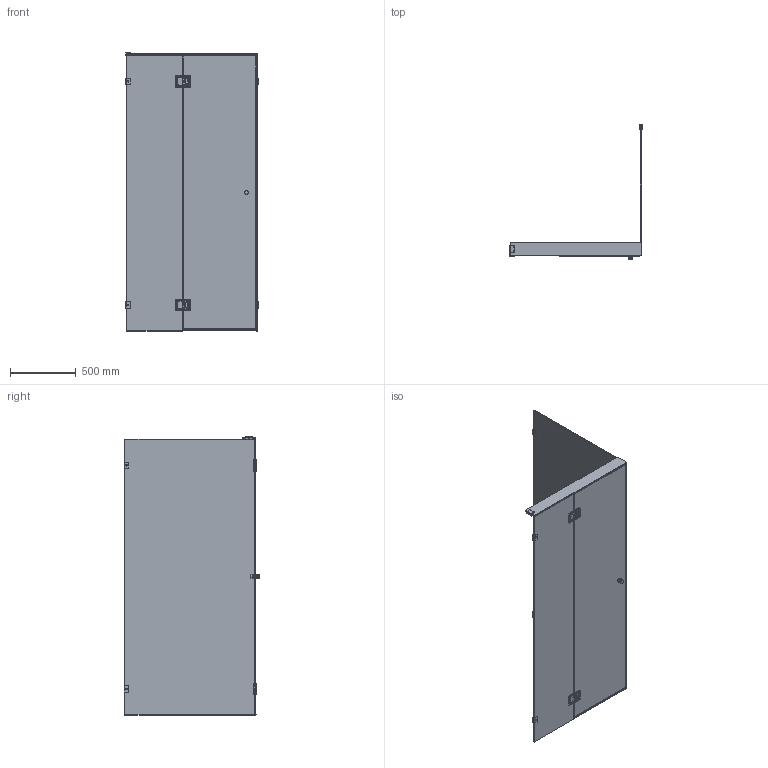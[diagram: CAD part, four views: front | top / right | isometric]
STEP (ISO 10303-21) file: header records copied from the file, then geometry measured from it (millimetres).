
FILE_DESCRIPTION(/* description */ (''),/* implementation_level */ '2;1');
FILE_NAME(/* name */ 'STEP - H31RE01 1000x1000 clip_1710023',/* time_stamp */ '2024-08-13T17:07:31+10:00',/* author */ (''),/* organization */ (''),/* preprocessor_version */ 'ST-DEVELOPER v16.5',/* originating_system */ 'Rhino 7.23',/* authorisation */ '');
FILE_SCHEMA (('AUTOMOTIVE_DESIGN'));
Products named in the file (41): Document; H31RE01ǽ�в�g-�� 1000
x1000x2100; 77; s1900A-�ɺ�55; ���װ�θ�-�ɺ�1
9; s1900A-�ɺ�73; ǽ��-1-�ɺ�15; hex lobular socket ctsk screws gb_GB_MC_SCREW_TYPE12 M6X14-10.7-N67; ǽ��-2-�ɺ�31; H31�̲�39; ���7980; H31���33; �78; H31�1213; LS06549; 05F0FFFDFFFDFFFD58E8
\X0\R4�ǣ�74; ͨ�õ����ת�ὺ��4
7; ͨ��S5XXϵ�н�Ƭ45; H700���69; H700����_257; H510����71; ��õ������A14; ���-C��ǳ�ͷM5�ݶ�_
ISO 4762 M5 x 25 --- 25N29; H700����2; ���GA.700��Ʒ35; H520�̶����17; H710�̶���65; M6 x 12-12N_ISO 10642 - M6 x 12 --- 12N25; ISO 4027 - M5 x 10_ISO 4027 - M5 x 10-N21; ��õ�����123; ��õ����ȦA-28; M6 x 16����ǳ�ͷ�ݶ�_ISO 10642 - M
6 x 16 --- 16C10; ͨ�õ�ɵ���ת��6; 302A-1043; �g-��81; FFFDFFFD
\X0\-U7576; FFFD
\X0\g-��-U27; hex socket set screws with flat point gb_GB_FASTENER_SCREWS_HSFP M8X6
-N51; FFFD
\X0\g-��-U53; FFFDFFFD
\X0\-U37 ...
Assembly tree (62 placements, depth 5):
  Document
    H31RE01ǽ�в�g-�� 1000
x1000x2100
  77  x2
  s1900A-�ɺ�55
        ���װ�θ�-�ɺ�1
9
  s1900A-�ɺ�73
        ǽ��-1-�ɺ�15
        hex lobular socket ctsk screws gb_GB_MC_SCREW_TYPE12 M6X14-10.7-N67
        ǽ��-2-�ɺ�31
      H31�̲�39
      ���7980
        H31���33
  77  x2
  s1900A-�ɺ�55
          ���װ�θ�-�ɺ�1
9
  s1900A-�ɺ�73
          ǽ��-1-�ɺ�15
          hex lobular socket ctsk screws gb_GB_MC_SCREW_TYPE12 M6X14-10.7-N67
          ǽ��-2-�ɺ�31
      �78
        H31�1213
        LS06549
  05F0FFFDFFFDFFFD58E8
\X0\R4�ǣ�74  x2
          ͨ�õ����ת�ὺ��4
7
          ͨ��S5XXϵ�н�Ƭ45
          H700���69
          H700����_257
          H510����71
          ��õ������A14
          ���-C��ǳ�ͷM5�ݶ�_
ISO 4762 M5 x 25 --- 25N29
          H700����2
          ���GA.700��Ʒ35
          H520�̶����17
          H710�̶���65
          ���װ�θ�-�ɺ�1
9
          M6 x 12-12N_ISO 10642 - M6 x 12 --- 12N25
          ISO 4027 - M5 x 10_ISO 4027 - M5 x 10-N21
          ��õ�����123
          ��õ����ȦA-28
          M6 x 16����ǳ�ͷ�ݶ�_ISO 10642 - M
6 x 16 --- 16C10
          ͨ�õ�ɵ���ת��6
        302A-1043
      �g-��81
  FFFDFFFD
\X0\-U7576
  FFFD
\X0\g-��-U27
          hex socket set screws with flat point gb_GB_FASTENER_SCREWS_HSFP M8X6
-N51  x2
  FFFD
\X0\g-��-U53
  FFFDFFFD
\X0\-U37
        �g-��61
Bounding box: 1005 x 1032 x 2116.5 mm (x, y, z)
Volume: 42624199.2 mm3; surface area: 8943413.1 mm2
Topology: 106 solids, 106 shells, 6168 faces, 15412 edges, 9592 vertices
Faces by surface type: plane 3264, bspline 1580, cylinder 1324
Entity records: 81968 total; most frequent: CARTESIAN_POINT 38102, ORIENTED_EDGE 12838, EDGE_CURVE 6419, B_SPLINE_CURVE_WITH_KNOTS 4953, VERTEX_POINT 4099, EDGE_LOOP 2654, ADVANCED_FACE 2494, FACE_OUTER_BOUND 2494
